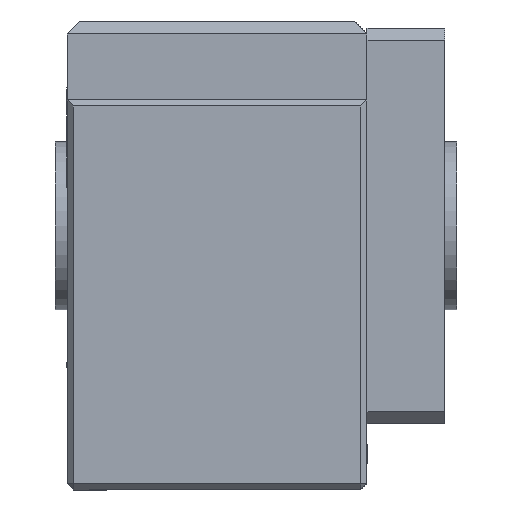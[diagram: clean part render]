
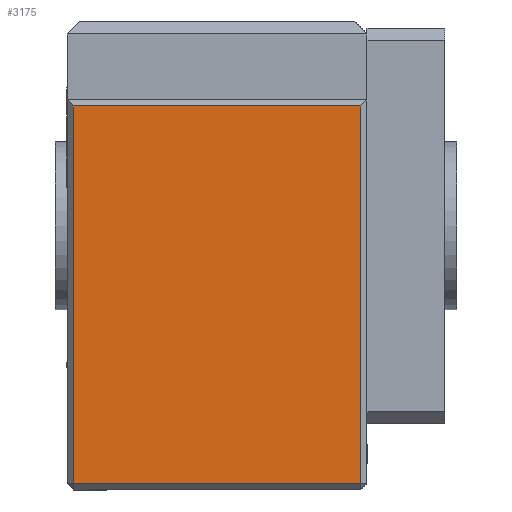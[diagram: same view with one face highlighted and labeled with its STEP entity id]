
A CAD part, left-side view. The second image highlights one B-rep face of the part: STEP entity #3175.
In plain terms, the highlighted planar face has unit normal (-1, 0, 0).
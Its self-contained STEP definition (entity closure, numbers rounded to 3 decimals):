
#951 = PLANE('',#952);
#952 = AXIS2_PLACEMENT_3D('',#953,#954,#955);
#953 = CARTESIAN_POINT('',(-29.75,12.25,0.));
#954 = DIRECTION('',(0.707,-0.707,0.)
  );
#955 = DIRECTION('',(0.,0.,1.));
#1774 = PLANE('',#1775);
#1775 = AXIS2_PLACEMENT_3D('',#1776,#1777,#1778);
#1776 = CARTESIAN_POINT('',(-29.75,12.5,32.25));
#1777 = DIRECTION('',(-0.707,0.,0.707)
  );
#1778 = DIRECTION('',(0.,1.,0.));
#1865 = VERTEX_POINT('',#1866);
#1866 = CARTESIAN_POINT('',(-30.,12.,0.5));
#1894 = VERTEX_POINT('',#1895);
#1895 = CARTESIAN_POINT('',(-30.,12.,32.));
#1916 = EDGE_CURVE('',#1865,#1894,#1917,.T.);
#1917 = SURFACE_CURVE('',#1918,(#1922,#1929),.PCURVE_S1.);
#1918 = LINE('',#1919,#1920);
#1919 = CARTESIAN_POINT('',(-30.,12.,0.));
#1920 = VECTOR('',#1921,1.);
#1921 = DIRECTION('',(0.,0.,1.));
#1922 = PCURVE('',#951,#1923);
#1923 = DEFINITIONAL_REPRESENTATION('',(#1924),#1928);
#1924 = LINE('',#1925,#1926);
#1925 = CARTESIAN_POINT('',(0.,0.354));
#1926 = VECTOR('',#1927,1.);
#1927 = DIRECTION('',(1.,0.));
#1928 = ( GEOMETRIC_REPRESENTATION_CONTEXT(2) 
PARAMETRIC_REPRESENTATION_CONTEXT() REPRESENTATION_CONTEXT('2D SPACE',''
  ) );
#1929 = PCURVE('',#1930,#1935);
#1930 = PLANE('',#1931);
#1931 = AXIS2_PLACEMENT_3D('',#1932,#1933,#1934);
#1932 = CARTESIAN_POINT('',(-30.,12.5,0.));
#1933 = DIRECTION('',(-1.,0.,0.));
#1934 = DIRECTION('',(0.,0.,1.));
#1935 = DEFINITIONAL_REPRESENTATION('',(#1936),#1940);
#1936 = LINE('',#1937,#1938);
#1937 = CARTESIAN_POINT('',(0.,-0.5));
#1938 = VECTOR('',#1939,1.);
#1939 = DIRECTION('',(1.,0.));
#1940 = ( GEOMETRIC_REPRESENTATION_CONTEXT(2) 
PARAMETRIC_REPRESENTATION_CONTEXT() REPRESENTATION_CONTEXT('2D SPACE',''
  ) );
#2632 = PLANE('',#2633);
#2633 = AXIS2_PLACEMENT_3D('',#2634,#2635,#2636);
#2634 = CARTESIAN_POINT('',(-29.75,-12.25,0.));
#2635 = DIRECTION('',(-0.707,-0.707,0.
    ));
#2636 = DIRECTION('',(0.,0.,-1.));
#3049 = VERTEX_POINT('',#3050);
#3050 = CARTESIAN_POINT('',(-30.,-12.,32.));
#3071 = EDGE_CURVE('',#1894,#3049,#3072,.T.);
#3072 = SURFACE_CURVE('',#3073,(#3077,#3084),.PCURVE_S1.);
#3073 = LINE('',#3074,#3075);
#3074 = CARTESIAN_POINT('',(-30.,12.5,32.));
#3075 = VECTOR('',#3076,1.);
#3076 = DIRECTION('',(0.,-1.,0.));
#3077 = PCURVE('',#1774,#3078);
#3078 = DEFINITIONAL_REPRESENTATION('',(#3079),#3083);
#3079 = LINE('',#3080,#3081);
#3080 = CARTESIAN_POINT('',(-0.,0.354));
#3081 = VECTOR('',#3082,1.);
#3082 = DIRECTION('',(-1.,0.));
#3083 = ( GEOMETRIC_REPRESENTATION_CONTEXT(2) 
PARAMETRIC_REPRESENTATION_CONTEXT() REPRESENTATION_CONTEXT('2D SPACE',''
  ) );
#3084 = PCURVE('',#1930,#3085);
#3085 = DEFINITIONAL_REPRESENTATION('',(#3086),#3090);
#3086 = LINE('',#3087,#3088);
#3087 = CARTESIAN_POINT('',(32.,0.));
#3088 = VECTOR('',#3089,1.);
#3089 = DIRECTION('',(0.,-1.));
#3090 = ( GEOMETRIC_REPRESENTATION_CONTEXT(2) 
PARAMETRIC_REPRESENTATION_CONTEXT() REPRESENTATION_CONTEXT('2D SPACE',''
  ) );
#3162 = PLANE('',#3163);
#3163 = AXIS2_PLACEMENT_3D('',#3164,#3165,#3166);
#3164 = CARTESIAN_POINT('',(-29.75,12.5,0.25));
#3165 = DIRECTION('',(-0.707,0.,
    -0.707));
#3166 = DIRECTION('',(0.,1.,0.));
#3175 = ADVANCED_FACE('',(#3176),#1930,.T.);
#3176 = FACE_BOUND('',#3177,.T.);
#3177 = EDGE_LOOP('',(#3178,#3201,#3222,#3223));
#3178 = ORIENTED_EDGE('',*,*,#3179,.T.);
#3179 = EDGE_CURVE('',#1865,#3180,#3182,.T.);
#3180 = VERTEX_POINT('',#3181);
#3181 = CARTESIAN_POINT('',(-30.,-12.,0.5));
#3182 = SURFACE_CURVE('',#3183,(#3187,#3194),.PCURVE_S1.);
#3183 = LINE('',#3184,#3185);
#3184 = CARTESIAN_POINT('',(-30.,12.5,0.5));
#3185 = VECTOR('',#3186,1.);
#3186 = DIRECTION('',(0.,-1.,0.));
#3187 = PCURVE('',#1930,#3188);
#3188 = DEFINITIONAL_REPRESENTATION('',(#3189),#3193);
#3189 = LINE('',#3190,#3191);
#3190 = CARTESIAN_POINT('',(0.5,0.));
#3191 = VECTOR('',#3192,1.);
#3192 = DIRECTION('',(0.,-1.));
#3193 = ( GEOMETRIC_REPRESENTATION_CONTEXT(2) 
PARAMETRIC_REPRESENTATION_CONTEXT() REPRESENTATION_CONTEXT('2D SPACE',''
  ) );
#3194 = PCURVE('',#3162,#3195);
#3195 = DEFINITIONAL_REPRESENTATION('',(#3196),#3200);
#3196 = LINE('',#3197,#3198);
#3197 = CARTESIAN_POINT('',(-0.,-0.354));
#3198 = VECTOR('',#3199,1.);
#3199 = DIRECTION('',(-1.,0.));
#3200 = ( GEOMETRIC_REPRESENTATION_CONTEXT(2) 
PARAMETRIC_REPRESENTATION_CONTEXT() REPRESENTATION_CONTEXT('2D SPACE',''
  ) );
#3201 = ORIENTED_EDGE('',*,*,#3202,.T.);
#3202 = EDGE_CURVE('',#3180,#3049,#3203,.T.);
#3203 = SURFACE_CURVE('',#3204,(#3208,#3215),.PCURVE_S1.);
#3204 = LINE('',#3205,#3206);
#3205 = CARTESIAN_POINT('',(-30.,-12.,0.));
#3206 = VECTOR('',#3207,1.);
#3207 = DIRECTION('',(0.,0.,1.));
#3208 = PCURVE('',#1930,#3209);
#3209 = DEFINITIONAL_REPRESENTATION('',(#3210),#3214);
#3210 = LINE('',#3211,#3212);
#3211 = CARTESIAN_POINT('',(0.,-24.5));
#3212 = VECTOR('',#3213,1.);
#3213 = DIRECTION('',(1.,0.));
#3214 = ( GEOMETRIC_REPRESENTATION_CONTEXT(2) 
PARAMETRIC_REPRESENTATION_CONTEXT() REPRESENTATION_CONTEXT('2D SPACE',''
  ) );
#3215 = PCURVE('',#2632,#3216);
#3216 = DEFINITIONAL_REPRESENTATION('',(#3217),#3221);
#3217 = LINE('',#3218,#3219);
#3218 = CARTESIAN_POINT('',(0.,-0.354));
#3219 = VECTOR('',#3220,1.);
#3220 = DIRECTION('',(-1.,0.));
#3221 = ( GEOMETRIC_REPRESENTATION_CONTEXT(2) 
PARAMETRIC_REPRESENTATION_CONTEXT() REPRESENTATION_CONTEXT('2D SPACE',''
  ) );
#3222 = ORIENTED_EDGE('',*,*,#3071,.F.);
#3223 = ORIENTED_EDGE('',*,*,#1916,.F.);
